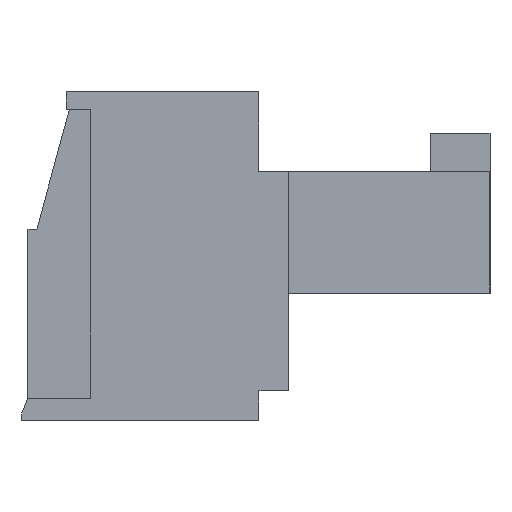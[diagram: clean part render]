
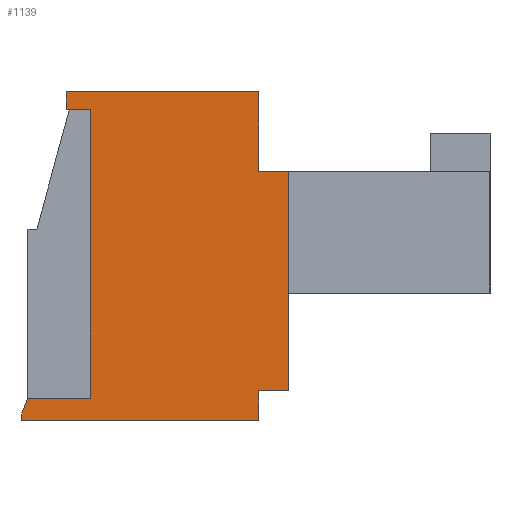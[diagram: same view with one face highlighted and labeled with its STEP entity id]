
A CAD part, left-side view. The second image highlights one B-rep face of the part: STEP entity #1139.
In plain terms, the highlighted planar face has unit normal (-1, 0, 0).
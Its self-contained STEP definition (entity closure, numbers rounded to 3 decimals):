
#1139 = ADVANCED_FACE( '', ( #2676 ), #2677, .T. );
#2676 = FACE_OUTER_BOUND( '', #4804, .T. );
#2677 = PLANE( '', #4805 );
#4804 = EDGE_LOOP( '', ( #7478, #7479, #7480, #7481, #7482, #7483, #7484, #7485, #7486, #7487, #7488, #7489, #7490 ) );
#4805 = AXIS2_PLACEMENT_3D( '', #7491, #7492, #7493 );
#7478 = ORIENTED_EDGE( '', *, *, #13173, .T. );
#7479 = ORIENTED_EDGE( '', *, *, #13174, .T. );
#7480 = ORIENTED_EDGE( '', *, *, #13175, .T. );
#7481 = ORIENTED_EDGE( '', *, *, #13176, .T. );
#7482 = ORIENTED_EDGE( '', *, *, #13177, .T. );
#7483 = ORIENTED_EDGE( '', *, *, #13178, .F. );
#7484 = ORIENTED_EDGE( '', *, *, #13179, .T. );
#7485 = ORIENTED_EDGE( '', *, *, #13180, .T. );
#7486 = ORIENTED_EDGE( '', *, *, #13181, .T. );
#7487 = ORIENTED_EDGE( '', *, *, #13067, .T. );
#7488 = ORIENTED_EDGE( '', *, *, #13182, .T. );
#7489 = ORIENTED_EDGE( '', *, *, #13183, .T. );
#7490 = ORIENTED_EDGE( '', *, *, #13184, .T. );
#7491 = CARTESIAN_POINT( '', ( -14., 0., 0. ) );
#7492 = DIRECTION( '', ( -1., 0., 0. ) );
#7493 = DIRECTION( '', ( 0., 0., 1. ) );
#13067 = EDGE_CURVE( '', #15765, #15763, #15766, .T. );
#13173 = EDGE_CURVE( '', #15959, #15960, #15961, .T. );
#13174 = EDGE_CURVE( '', #15960, #15962, #15963, .F. );
#13175 = EDGE_CURVE( '', #15962, #15964, #15965, .T. );
#13176 = EDGE_CURVE( '', #15964, #15966, #15967, .T. );
#13177 = EDGE_CURVE( '', #15966, #15968, #15969, .T. );
#13178 = EDGE_CURVE( '', #15970, #15968, #15971, .T. );
#13179 = EDGE_CURVE( '', #15970, #15972, #15973, .T. );
#13180 = EDGE_CURVE( '', #15972, #15974, #15975, .T. );
#13181 = EDGE_CURVE( '', #15974, #15765, #15976, .T. );
#13182 = EDGE_CURVE( '', #15763, #15977, #15978, .T. );
#13183 = EDGE_CURVE( '', #15977, #15979, #15980, .T. );
#13184 = EDGE_CURVE( '', #15979, #15959, #15981, .T. );
#15763 = VERTEX_POINT( '', #19601 );
#15765 = VERTEX_POINT( '', #19604 );
#15766 = LINE( '', #19605, #19606 );
#15959 = VERTEX_POINT( '', #19879 );
#15960 = VERTEX_POINT( '', #19880 );
#15961 = LINE( '', #19881, #19882 );
#15962 = VERTEX_POINT( '', #19883 );
#15963 = LINE( '', #19884, #19885 );
#15964 = VERTEX_POINT( '', #19886 );
#15965 = LINE( '', #19887, #19888 );
#15966 = VERTEX_POINT( '', #19889 );
#15967 = LINE( '', #19890, #19891 );
#15968 = VERTEX_POINT( '', #19892 );
#15969 = LINE( '', #19893, #19894 );
#15970 = VERTEX_POINT( '', #19895 );
#15971 = LINE( '', #19896, #19897 );
#15972 = VERTEX_POINT( '', #19898 );
#15973 = LINE( '', #19899, #19900 );
#15974 = VERTEX_POINT( '', #19901 );
#15975 = LINE( '', #19902, #19903 );
#15976 = LINE( '', #19904, #19905 );
#15977 = VERTEX_POINT( '', #19906 );
#15978 = LINE( '', #19907, #19908 );
#15979 = VERTEX_POINT( '', #19909 );
#15980 = LINE( '', #19910, #19911 );
#15981 = LINE( '', #19912, #19913 );
#19601 = CARTESIAN_POINT( '', ( -14., 2.5, 5.475 ) );
#19604 = CARTESIAN_POINT( '', ( -14., -4., 5.475 ) );
#19605 = CARTESIAN_POINT( '', ( -14., -4., 5.475 ) );
#19606 = VECTOR( '', #23946, 1000. );
#19879 = CARTESIAN_POINT( '', ( -14., 1.7, -4.875 ) );
#19880 = CARTESIAN_POINT( '', ( -14., 3.805, -4.875 ) );
#19881 = CARTESIAN_POINT( '', ( -14., 1.7, -4.875 ) );
#19882 = VECTOR( '', #24072, 1000. );
#19883 = CARTESIAN_POINT( '', ( -14., 4., -5.375 ) );
#19884 = CARTESIAN_POINT( '', ( -14., 1.652, 0.644 ) );
#19885 = VECTOR( '', #24073, 1000. );
#19886 = CARTESIAN_POINT( '', ( -14., 4., -5.625 ) );
#19887 = CARTESIAN_POINT( '', ( -14., 4., -4.875 ) );
#19888 = VECTOR( '', #24074, 1000. );
#19889 = CARTESIAN_POINT( '', ( -14., -4., -5.625 ) );
#19890 = CARTESIAN_POINT( '', ( -14., 4., -5.625 ) );
#19891 = VECTOR( '', #24075, 1000. );
#19892 = CARTESIAN_POINT( '', ( -14., -4., -4.625 ) );
#19893 = CARTESIAN_POINT( '', ( -14., -4., -5.625 ) );
#19894 = VECTOR( '', #24076, 1000. );
#19895 = CARTESIAN_POINT( '', ( -14., -5., -4.625 ) );
#19896 = CARTESIAN_POINT( '', ( -14., -5., -4.625 ) );
#19897 = VECTOR( '', #24077, 1000. );
#19898 = CARTESIAN_POINT( '', ( -14., -5., 2.775 ) );
#19899 = CARTESIAN_POINT( '', ( -14., -5., -4.625 ) );
#19900 = VECTOR( '', #24078, 1000. );
#19901 = CARTESIAN_POINT( '', ( -14., -4., 2.775 ) );
#19902 = CARTESIAN_POINT( '', ( -14., -5., 2.775 ) );
#19903 = VECTOR( '', #24079, 1000. );
#19904 = CARTESIAN_POINT( '', ( -14., -4., -5.625 ) );
#19905 = VECTOR( '', #24080, 1000. );
#19906 = CARTESIAN_POINT( '', ( -14., 2.5, 4.875 ) );
#19907 = CARTESIAN_POINT( '', ( -14., 2.5, 5.475 ) );
#19908 = VECTOR( '', #24081, 1000. );
#19909 = CARTESIAN_POINT( '', ( -14., 1.7, 4.875 ) );
#19910 = CARTESIAN_POINT( '', ( -14., 2.5, 4.875 ) );
#19911 = VECTOR( '', #24082, 1000. );
#19912 = CARTESIAN_POINT( '', ( -14., 1.7, 4.875 ) );
#19913 = VECTOR( '', #24083, 1000. );
#23946 = DIRECTION( '', ( 0., 1., 0. ) );
#24072 = DIRECTION( '', ( 0., 1., 0. ) );
#24073 = DIRECTION( '', ( 0., -0.363, 0.932 ) );
#24074 = DIRECTION( '', ( 0., 0., -1. ) );
#24075 = DIRECTION( '', ( 0., -1., 0. ) );
#24076 = DIRECTION( '', ( 0., 0., 1. ) );
#24077 = DIRECTION( '', ( 0., 1., 0. ) );
#24078 = DIRECTION( '', ( 0., 0., 1. ) );
#24079 = DIRECTION( '', ( 0., 1., 0. ) );
#24080 = DIRECTION( '', ( 0., 0., 1. ) );
#24081 = DIRECTION( '', ( 0., 0., -1. ) );
#24082 = DIRECTION( '', ( 0., -1., 0. ) );
#24083 = DIRECTION( '', ( 0., 0., -1. ) );
